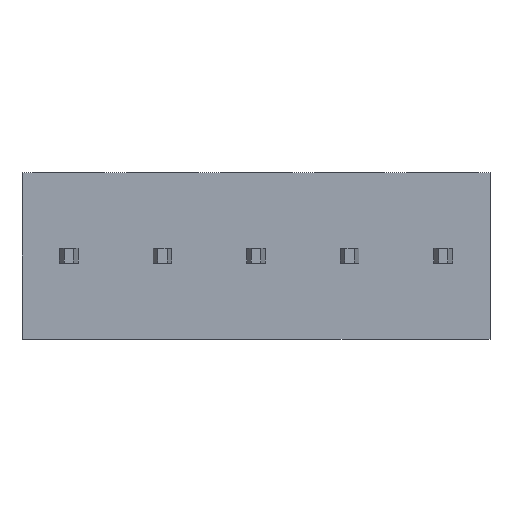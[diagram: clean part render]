
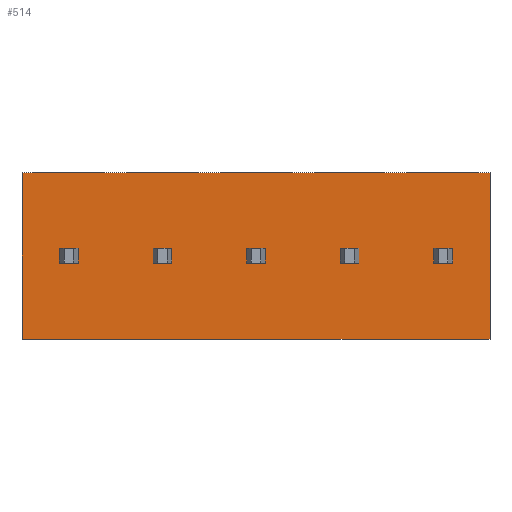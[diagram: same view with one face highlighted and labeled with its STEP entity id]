
A CAD part, front view. The second image highlights one B-rep face of the part: STEP entity #514.
In plain terms, the highlighted planar face has unit normal (0, -1, 0).
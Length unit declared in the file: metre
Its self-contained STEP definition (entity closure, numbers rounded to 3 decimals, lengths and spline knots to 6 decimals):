
#514=ADVANCED_FACE('',(#1074,#1075,#1076,#1077,#1078,#1079),#1080,.T.);
#1074=FACE_BOUND('',#1663,.T.);
#1075=FACE_BOUND('',#1664,.T.);
#1076=FACE_BOUND('',#1665,.T.);
#1077=FACE_BOUND('',#1666,.T.);
#1078=FACE_BOUND('',#1667,.T.);
#1079=FACE_OUTER_BOUND('',#1668,.T.);
#1080=PLANE('',#1669);
#1663=EDGE_LOOP('',(#3142,#3143,#3144,#3145));
#1664=EDGE_LOOP('',(#3146,#3147,#3148,#3149));
#1665=EDGE_LOOP('',(#3150,#3151,#3152,#3153));
#1666=EDGE_LOOP('',(#3154,#3155,#3156,#3157));
#1667=EDGE_LOOP('',(#3158,#3159,#3160,#3161));
#1668=EDGE_LOOP('',(#3162,#3163,#3164,#3165));
#1669=AXIS2_PLACEMENT_3D('',#3166,#3167,#3168);
#3142=ORIENTED_EDGE('',*,*,#3943,.F.);
#3143=ORIENTED_EDGE('',*,*,#3933,.T.);
#3144=ORIENTED_EDGE('',*,*,#3867,.F.);
#3145=ORIENTED_EDGE('',*,*,#3907,.F.);
#3146=ORIENTED_EDGE('',*,*,#3830,.F.);
#3147=ORIENTED_EDGE('',*,*,#3820,.T.);
#3148=ORIENTED_EDGE('',*,*,#3756,.F.);
#3149=ORIENTED_EDGE('',*,*,#3796,.F.);
#3150=ORIENTED_EDGE('',*,*,#3710,.F.);
#3151=ORIENTED_EDGE('',*,*,#3700,.T.);
#3152=ORIENTED_EDGE('',*,*,#3636,.F.);
#3153=ORIENTED_EDGE('',*,*,#3676,.F.);
#3154=ORIENTED_EDGE('',*,*,#3590,.F.);
#3155=ORIENTED_EDGE('',*,*,#3580,.T.);
#3156=ORIENTED_EDGE('',*,*,#3514,.F.);
#3157=ORIENTED_EDGE('',*,*,#3556,.F.);
#3158=ORIENTED_EDGE('',*,*,#4001,.F.);
#3159=ORIENTED_EDGE('',*,*,#4002,.T.);
#3160=ORIENTED_EDGE('',*,*,#4003,.F.);
#3161=ORIENTED_EDGE('',*,*,#4004,.F.);
#3162=ORIENTED_EDGE('',*,*,#3973,.F.);
#3163=ORIENTED_EDGE('',*,*,#3458,.T.);
#3164=ORIENTED_EDGE('',*,*,#3998,.T.);
#3165=ORIENTED_EDGE('',*,*,#4005,.F.);
#3166=CARTESIAN_POINT('',(0.063088,0.,0.063065));
#3167=DIRECTION('',(0.0,-1.0,0.0));
#3168=DIRECTION('',(0.0,0.0,-1.0));
#3458=EDGE_CURVE('',#4129,#4127,#4130,.T.);
#3514=EDGE_CURVE('',#4223,#4225,#4226,.T.);
#3556=EDGE_CURVE('',#4293,#4223,#4295,.T.);
#3580=EDGE_CURVE('',#4327,#4225,#4328,.T.);
#3590=EDGE_CURVE('',#4327,#4293,#4342,.T.);
#3636=EDGE_CURVE('',#4406,#4408,#4409,.T.);
#3676=EDGE_CURVE('',#4471,#4406,#4473,.T.);
#3700=EDGE_CURVE('',#4505,#4408,#4506,.T.);
#3710=EDGE_CURVE('',#4505,#4471,#4520,.T.);
#3756=EDGE_CURVE('',#4584,#4586,#4587,.T.);
#3796=EDGE_CURVE('',#4649,#4584,#4651,.T.);
#3820=EDGE_CURVE('',#4683,#4586,#4684,.T.);
#3830=EDGE_CURVE('',#4683,#4649,#4698,.T.);
#3867=EDGE_CURVE('',#4747,#4749,#4750,.T.);
#3907=EDGE_CURVE('',#4812,#4747,#4814,.T.);
#3933=EDGE_CURVE('',#4851,#4749,#4852,.T.);
#3943=EDGE_CURVE('',#4851,#4812,#4866,.T.);
#3973=EDGE_CURVE('',#4129,#4898,#4899,.T.);
#3998=EDGE_CURVE('',#4127,#4934,#4935,.T.);
#4001=EDGE_CURVE('',#4938,#4939,#4940,.T.);
#4002=EDGE_CURVE('',#4938,#4941,#4942,.T.);
#4003=EDGE_CURVE('',#4943,#4941,#4944,.T.);
#4004=EDGE_CURVE('',#4939,#4943,#4945,.T.);
#4005=EDGE_CURVE('',#4898,#4934,#4946,.T.);
#4127=VERTEX_POINT('',#5109);
#4129=VERTEX_POINT('',#5112);
#4130=LINE('',#5113,#5114);
#4223=VERTEX_POINT('',#5240);
#4225=VERTEX_POINT('',#5243);
#4226=LINE('',#5244,#5245);
#4293=VERTEX_POINT('',#5338);
#4295=LINE('',#5341,#5342);
#4327=VERTEX_POINT('',#5389);
#4328=LINE('',#5390,#5391);
#4342=LINE('',#5411,#5412);
#4406=VERTEX_POINT('',#5500);
#4408=VERTEX_POINT('',#5503);
#4409=LINE('',#5504,#5505);
#4471=VERTEX_POINT('',#5592);
#4473=LINE('',#5595,#5596);
#4505=VERTEX_POINT('',#5643);
#4506=LINE('',#5644,#5645);
#4520=LINE('',#5665,#5666);
#4584=VERTEX_POINT('',#5754);
#4586=VERTEX_POINT('',#5757);
#4587=LINE('',#5758,#5759);
#4649=VERTEX_POINT('',#5846);
#4651=LINE('',#5849,#5850);
#4683=VERTEX_POINT('',#5897);
#4684=LINE('',#5898,#5899);
#4698=LINE('',#5919,#5920);
#4747=VERTEX_POINT('',#5988);
#4749=VERTEX_POINT('',#5991);
#4750=LINE('',#5992,#5993);
#4812=VERTEX_POINT('',#6080);
#4814=LINE('',#6083,#6084);
#4851=VERTEX_POINT('',#6137);
#4852=LINE('',#6138,#6139);
#4866=LINE('',#6159,#6160);
#4898=VERTEX_POINT('',#6206);
#4899=LINE('',#6207,#6208);
#4934=VERTEX_POINT('',#6258);
#4935=LINE('',#6259,#6260);
#4938=VERTEX_POINT('',#6264);
#4939=VERTEX_POINT('',#6265);
#4940=LINE('',#6266,#6267);
#4941=VERTEX_POINT('',#6268);
#4942=LINE('',#6269,#6270);
#4943=VERTEX_POINT('',#6271);
#4944=LINE('',#6272,#6273);
#4945=LINE('',#6274,#6275);
#4946=LINE('',#6276,#6277);
#5109=CARTESIAN_POINT('',(0.095,0.,0.07));
#5112=CARTESIAN_POINT('',(0.095,0.,0.061102));
#5113=CARTESIAN_POINT('',(0.095,0.,0.063065));
#5114=VECTOR('',#6448,1.0);
#5240=CARTESIAN_POINT('',(0.078,0.,0.065969));
#5243=CARTESIAN_POINT('',(0.077,0.,0.065969));
#5244=CARTESIAN_POINT('',(0.0775,0.,0.065969));
#5245=VECTOR('',#6510,1.0);
#5338=CARTESIAN_POINT('',(0.078,0.,0.065169));
#5341=CARTESIAN_POINT('',(0.078,0.,0.064869));
#5342=VECTOR('',#6553,1.0);
#5389=CARTESIAN_POINT('',(0.077,0.,0.065169));
#5390=CARTESIAN_POINT('',(0.077,0.,0.064869));
#5391=VECTOR('',#6572,1.0);
#5411=CARTESIAN_POINT('',(0.0775,0.,0.065169));
#5412=VECTOR('',#6579,1.0);
#5500=CARTESIAN_POINT('',(0.083,0.,0.065969));
#5503=CARTESIAN_POINT('',(0.082,0.,0.065969));
#5504=CARTESIAN_POINT('',(0.0825,0.,0.065969));
#5505=VECTOR('',#6620,1.0);
#5592=CARTESIAN_POINT('',(0.083,0.,0.065169));
#5595=CARTESIAN_POINT('',(0.083,0.,0.064869));
#5596=VECTOR('',#6659,1.0);
#5643=CARTESIAN_POINT('',(0.082,0.,0.065169));
#5644=CARTESIAN_POINT('',(0.082,0.,0.064869));
#5645=VECTOR('',#6678,1.0);
#5665=CARTESIAN_POINT('',(0.0825,0.,0.065169));
#5666=VECTOR('',#6685,1.0);
#5754=CARTESIAN_POINT('',(0.088,0.,0.065969));
#5757=CARTESIAN_POINT('',(0.087,0.,0.065969));
#5758=CARTESIAN_POINT('',(0.0875,0.,0.065969));
#5759=VECTOR('',#6726,1.0);
#5846=CARTESIAN_POINT('',(0.088,0.,0.065169));
#5849=CARTESIAN_POINT('',(0.088,0.,0.064869));
#5850=VECTOR('',#6765,1.0);
#5897=CARTESIAN_POINT('',(0.087,0.,0.065169));
#5898=CARTESIAN_POINT('',(0.087,0.,0.064869));
#5899=VECTOR('',#6784,1.0);
#5919=CARTESIAN_POINT('',(0.0875,0.,0.065169));
#5920=VECTOR('',#6791,1.0);
#5988=CARTESIAN_POINT('',(0.093,0.,0.065969));
#5991=CARTESIAN_POINT('',(0.092,0.,0.065969));
#5992=CARTESIAN_POINT('',(0.0925,0.,0.065969));
#5993=VECTOR('',#6821,1.0);
#6080=CARTESIAN_POINT('',(0.093,0.,0.065169));
#6083=CARTESIAN_POINT('',(0.093,0.,0.064869));
#6084=VECTOR('',#6860,1.0);
#6137=CARTESIAN_POINT('',(0.092,0.,0.065169));
#6138=CARTESIAN_POINT('',(0.092,0.,0.064869));
#6139=VECTOR('',#6883,1.0);
#6159=CARTESIAN_POINT('',(0.0925,0.,0.065169));
#6160=VECTOR('',#6890,1.0);
#6206=CARTESIAN_POINT('',(0.07,0.0,0.061102));
#6207=CARTESIAN_POINT('',(0.065235,0.0,0.061102));
#6208=VECTOR('',#6914,1.0);
#6258=CARTESIAN_POINT('',(0.07,0.,0.07));
#6259=CARTESIAN_POINT('',(0.069502,0.0,0.07));
#6260=VECTOR('',#6939,1.0);
#6264=CARTESIAN_POINT('',(0.072,0.,0.065169));
#6265=CARTESIAN_POINT('',(0.073,0.,0.065169));
#6266=CARTESIAN_POINT('',(0.0725,0.,0.065169));
#6267=VECTOR('',#6941,1.0);
#6268=CARTESIAN_POINT('',(0.072,0.,0.065969));
#6269=CARTESIAN_POINT('',(0.072,0.,0.064869));
#6270=VECTOR('',#6942,1.0);
#6271=CARTESIAN_POINT('',(0.073,0.,0.065969));
#6272=CARTESIAN_POINT('',(0.0725,0.,0.065969));
#6273=VECTOR('',#6943,1.0);
#6274=CARTESIAN_POINT('',(0.073,0.,0.064869));
#6275=VECTOR('',#6944,1.0);
#6276=CARTESIAN_POINT('',(0.07,0.,0.063065));
#6277=VECTOR('',#6945,1.0);
#6448=DIRECTION('',(-0.0,0.0,1.0));
#6510=DIRECTION('',(-1.0,0.0,0.));
#6553=DIRECTION('',(0.,0.0,1.0));
#6572=DIRECTION('',(0.,0.0,1.0));
#6579=DIRECTION('',(1.0,0.0,0.));
#6620=DIRECTION('',(-1.0,0.0,0.));
#6659=DIRECTION('',(0.,0.0,1.0));
#6678=DIRECTION('',(0.,0.0,1.0));
#6685=DIRECTION('',(1.0,0.0,0.));
#6726=DIRECTION('',(-1.0,0.0,0.));
#6765=DIRECTION('',(0.,0.0,1.0));
#6784=DIRECTION('',(0.,0.0,1.0));
#6791=DIRECTION('',(1.0,0.0,0.));
#6821=DIRECTION('',(-1.0,0.0,0.));
#6860=DIRECTION('',(0.,0.0,1.0));
#6883=DIRECTION('',(0.,0.0,1.0));
#6890=DIRECTION('',(1.0,0.0,0.));
#6914=DIRECTION('',(-1.0,0.0,0.0));
#6939=DIRECTION('',(-1.0,0.0,0.0));
#6941=DIRECTION('',(1.0,0.0,0.));
#6942=DIRECTION('',(0.,0.0,1.0));
#6943=DIRECTION('',(-1.0,0.0,0.));
#6944=DIRECTION('',(0.,0.0,1.0));
#6945=DIRECTION('',(-0.0,0.0,1.0));
